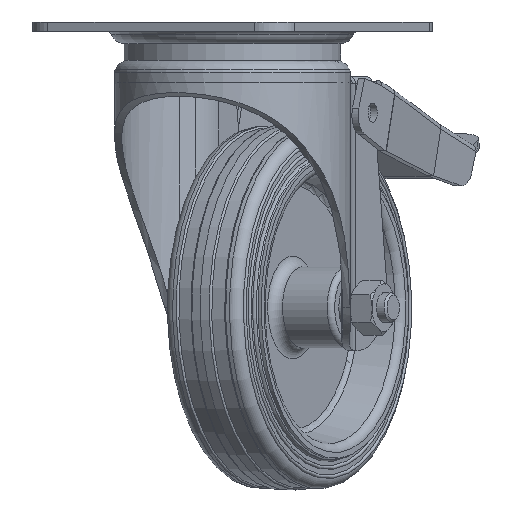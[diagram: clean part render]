
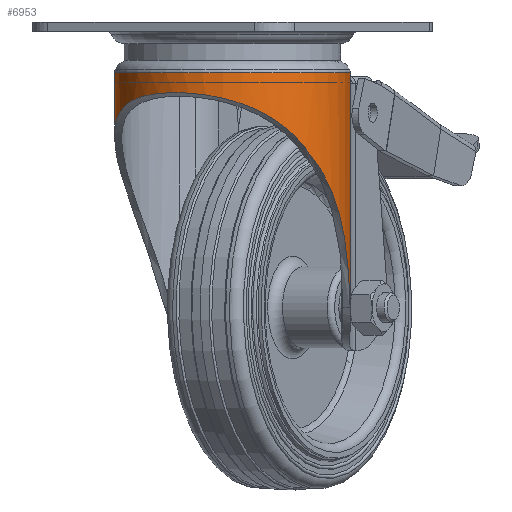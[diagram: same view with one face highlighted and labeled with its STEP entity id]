
A CAD part, left-side view. The second image highlights one B-rep face of the part: STEP entity #6953.
In plain terms, the highlighted cylindrical face has radius 32.25 mm (diameter 64.5 mm), a partial arc.
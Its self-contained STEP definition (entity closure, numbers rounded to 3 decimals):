
#308=B_SPLINE_CURVE_WITH_KNOTS('',3,(#13045,#13046,#13047,#13048,#13049,
#13050,#13051,#13052,#13053,#13054,#13055,#13056),.UNSPECIFIED.,.F.,.F.,
(4,2,2,2,2,4),(-19.953,-19.836,-18.007,-16.178,
-15.264,-14.839),.UNSPECIFIED.);
#309=B_SPLINE_CURVE_WITH_KNOTS('',3,(#13058,#13059,#13060,#13061,#13062,
#13063,#13064,#13065,#13066,#13067,#13068,#13069,#13070,#13071,#13072,#13073,
#13074,#13075,#13076,#13077,#13078,#13079,#13080,#13081,#13082,#13083,#13084,
#13085,#13086,#13087),.UNSPECIFIED.,.F.,.F.,(4,2,2,2,2,2,2,2,2,2,2,2,2,
2,4),(-14.313,-13.756,-13.368,-12.979,
-12.295,-11.611,-10.927,-10.243,
-9.559,-8.874,-8.19,-7.506,
-7.118,-6.729,-6.173),.UNSPECIFIED.);
#310=B_SPLINE_CURVE_WITH_KNOTS('',3,(#13089,#13090,#13091,#13092,#13093,
#13094,#13095,#13096,#13097,#13098,#13099,#13100),.UNSPECIFIED.,.F.,.F.,
(4,2,2,2,2,4),(-6.827,-6.402,-5.487,-3.658,
-1.829,-1.713),.UNSPECIFIED.);
#311=B_SPLINE_CURVE_WITH_KNOTS('',3,(#13102,#13103,#13104,#13105,#13106,
#13107),.UNSPECIFIED.,.F.,.F.,(4,2,4),(0.471,0.79,
1.165),.UNSPECIFIED.);
#312=B_SPLINE_CURVE_WITH_KNOTS('',3,(#13110,#13111,#13112,#13113),
 .UNSPECIFIED.,.F.,.F.,(4,4),(0.,1.),.UNSPECIFIED.);
#313=B_SPLINE_CURVE_WITH_KNOTS('',3,(#13114,#13115,#13116,#13117,#13118,
#13119),.UNSPECIFIED.,.F.,.F.,(4,2,4),(7.635,8.01,
8.329),.UNSPECIFIED.);
#704=FACE_OUTER_BOUND('',#1134,.T.);
#1134=EDGE_LOOP('',(#5202,#5203,#5204,#5205,#5206,#5207,#5208,#5209));
#1533=LINE('',#13108,#2056);
#2056=VECTOR('',#9022,1000.);
#2614=CIRCLE('',#7746,32.25);
#3050=VERTEX_POINT('',#12454);
#3051=VERTEX_POINT('',#12455);
#3093=VERTEX_POINT('',#13043);
#3094=VERTEX_POINT('',#13044);
#3095=VERTEX_POINT('',#13057);
#3096=VERTEX_POINT('',#13088);
#3097=VERTEX_POINT('',#13101);
#3098=VERTEX_POINT('',#13109);
#3824=EDGE_CURVE('',#3050,#3051,#2614,.T.);
#3875=EDGE_CURVE('',#3093,#3094,#308,.T.);
#3876=EDGE_CURVE('',#3094,#3095,#309,.T.);
#3877=EDGE_CURVE('',#3095,#3096,#310,.T.);
#3878=EDGE_CURVE('',#3096,#3097,#311,.T.);
#3879=EDGE_CURVE('',#3097,#3050,#1533,.T.);
#3880=EDGE_CURVE('',#3051,#3098,#312,.T.);
#3881=EDGE_CURVE('',#3098,#3093,#313,.T.);
#5202=ORIENTED_EDGE('',*,*,#3875,.T.);
#5203=ORIENTED_EDGE('',*,*,#3876,.T.);
#5204=ORIENTED_EDGE('',*,*,#3877,.T.);
#5205=ORIENTED_EDGE('',*,*,#3878,.T.);
#5206=ORIENTED_EDGE('',*,*,#3879,.T.);
#5207=ORIENTED_EDGE('',*,*,#3824,.T.);
#5208=ORIENTED_EDGE('',*,*,#3880,.T.);
#5209=ORIENTED_EDGE('',*,*,#3881,.T.);
#6740=CYLINDRICAL_SURFACE('',#7781,32.25);
#6953=ADVANCED_FACE('',(#704),#6740,.T.);
#7746=AXIS2_PLACEMENT_3D('',#12456,#8945,#8946);
#7781=AXIS2_PLACEMENT_3D('',#13042,#9020,#9021);
#8945=DIRECTION('center_axis',(0.,0.,-1.));
#8946=DIRECTION('ref_axis',(1.,0.,0.));
#9020=DIRECTION('center_axis',(0.,0.,1.));
#9021=DIRECTION('ref_axis',(-1.,0.,0.));
#9022=DIRECTION('',(0.,0.,1.));
#12454=CARTESIAN_POINT('',(17.252,-27.248,-12.86));
#12455=CARTESIAN_POINT('',(17.252,27.248,-12.86));
#12456=CARTESIAN_POINT('Origin',(0.,0.,-12.86));
#13042=CARTESIAN_POINT('Origin',(0.,0.,-90.6));
#13043=CARTESIAN_POINT('',(13.984,29.061,-77.099));
#13044=CARTESIAN_POINT('',(-12.182,29.861,-33.715));
#13045=CARTESIAN_POINT('Ctrl Pts',(13.984,29.061,-77.099));
#13046=CARTESIAN_POINT('Ctrl Pts',(13.874,29.113,-76.718));
#13047=CARTESIAN_POINT('Ctrl Pts',(13.763,29.166,-76.336));
#13048=CARTESIAN_POINT('Ctrl Pts',(11.863,30.054,-69.979));
#13049=CARTESIAN_POINT('Ctrl Pts',(9.484,30.965,-64.15));
#13050=CARTESIAN_POINT('Ctrl Pts',(3.708,32.172,-53.154));
#13051=CARTESIAN_POINT('Ctrl Pts',(0.311,32.469,-47.985));
#13052=CARTESIAN_POINT('Ctrl Pts',(-5.322,31.864,-40.925));
#13053=CARTESIAN_POINT('Ctrl Pts',(-7.287,31.487,-38.687));
#13054=CARTESIAN_POINT('Ctrl Pts',(-10.259,30.591,-35.594));
#13055=CARTESIAN_POINT('Ctrl Pts',(-11.215,30.255,-34.64));
#13056=CARTESIAN_POINT('Ctrl Pts',(-12.182,29.861,-33.715));
#13057=CARTESIAN_POINT('',(-12.182,-29.861,-33.715));
#13058=CARTESIAN_POINT('Ctrl Pts',(-12.182,29.861,-33.715));
#13059=CARTESIAN_POINT('Ctrl Pts',(-13.411,29.359,-32.303));
#13060=CARTESIAN_POINT('Ctrl Pts',(-14.739,28.726,-30.908));
#13061=CARTESIAN_POINT('Ctrl Pts',(-17.019,27.415,-28.716));
#13062=CARTESIAN_POINT('Ctrl Pts',(-17.963,26.808,-27.864));
#13063=CARTESIAN_POINT('Ctrl Pts',(-19.8,25.482,-26.296));
#13064=CARTESIAN_POINT('Ctrl Pts',(-20.693,24.762,-25.579));
#13065=CARTESIAN_POINT('Ctrl Pts',(-23.005,22.688,-23.809));
#13066=CARTESIAN_POINT('Ctrl Pts',(-24.462,21.131,-22.8));
#13067=CARTESIAN_POINT('Ctrl Pts',(-27.11,17.607,-21.097));
#13068=CARTESIAN_POINT('Ctrl Pts',(-28.299,15.639,-20.401));
#13069=CARTESIAN_POINT('Ctrl Pts',(-30.243,11.436,-19.318));
#13070=CARTESIAN_POINT('Ctrl Pts',(-31.,9.194,-18.929));
#13071=CARTESIAN_POINT('Ctrl Pts',(-32.004,4.617,-18.421));
#13072=CARTESIAN_POINT('Ctrl Pts',(-32.25,2.281,-18.302));
#13073=CARTESIAN_POINT('Ctrl Pts',(-32.25,-2.281,
-18.302));
#13074=CARTESIAN_POINT('Ctrl Pts',(-32.004,-4.617,
-18.421));
#13075=CARTESIAN_POINT('Ctrl Pts',(-31.,-9.194,
-18.929));
#13076=CARTESIAN_POINT('Ctrl Pts',(-30.243,-11.436,
-19.318));
#13077=CARTESIAN_POINT('Ctrl Pts',(-28.299,-15.639,-20.401));
#13078=CARTESIAN_POINT('Ctrl Pts',(-27.11,-17.607,
-21.097));
#13079=CARTESIAN_POINT('Ctrl Pts',(-24.462,-21.131,
-22.8));
#13080=CARTESIAN_POINT('Ctrl Pts',(-23.005,-22.688,
-23.809));
#13081=CARTESIAN_POINT('Ctrl Pts',(-20.693,-24.762,-25.579));
#13082=CARTESIAN_POINT('Ctrl Pts',(-19.8,-25.482,
-26.296));
#13083=CARTESIAN_POINT('Ctrl Pts',(-17.963,-26.808,
-27.864));
#13084=CARTESIAN_POINT('Ctrl Pts',(-17.019,-27.415,
-28.716));
#13085=CARTESIAN_POINT('Ctrl Pts',(-14.739,-28.726,
-30.908));
#13086=CARTESIAN_POINT('Ctrl Pts',(-13.411,-29.359,-32.303));
#13087=CARTESIAN_POINT('Ctrl Pts',(-12.182,-29.861,
-33.715));
#13088=CARTESIAN_POINT('',(13.984,-29.061,-77.099));
#13089=CARTESIAN_POINT('Ctrl Pts',(-12.182,-29.861,
-33.715));
#13090=CARTESIAN_POINT('Ctrl Pts',(-11.215,-30.255,
-34.64));
#13091=CARTESIAN_POINT('Ctrl Pts',(-10.259,-30.591,
-35.594));
#13092=CARTESIAN_POINT('Ctrl Pts',(-7.287,-31.487,
-38.687));
#13093=CARTESIAN_POINT('Ctrl Pts',(-5.322,-31.864,
-40.925));
#13094=CARTESIAN_POINT('Ctrl Pts',(0.311,-32.469,
-47.985));
#13095=CARTESIAN_POINT('Ctrl Pts',(3.708,-32.172,-53.154));
#13096=CARTESIAN_POINT('Ctrl Pts',(9.484,-30.965,-64.15));
#13097=CARTESIAN_POINT('Ctrl Pts',(11.863,-30.054,-69.979));
#13098=CARTESIAN_POINT('Ctrl Pts',(13.763,-29.166,-76.336));
#13099=CARTESIAN_POINT('Ctrl Pts',(13.874,-29.113,-76.718));
#13100=CARTESIAN_POINT('Ctrl Pts',(13.984,-29.061,-77.099));
#13101=CARTESIAN_POINT('',(17.252,-27.248,-83.114));
#13102=CARTESIAN_POINT('Ctrl Pts',(13.984,-29.061,-77.099));
#13103=CARTESIAN_POINT('Ctrl Pts',(14.292,-28.912,-78.137));
#13104=CARTESIAN_POINT('Ctrl Pts',(14.702,-28.709,-79.141));
#13105=CARTESIAN_POINT('Ctrl Pts',(15.779,-28.134,-81.188));
#13106=CARTESIAN_POINT('Ctrl Pts',(16.48,-27.736,-82.21));
#13107=CARTESIAN_POINT('Ctrl Pts',(17.252,-27.248,-83.114));
#13108=CARTESIAN_POINT('',(17.252,-27.248,-90.6));
#13109=CARTESIAN_POINT('',(17.252,27.247,-83.113));
#13110=CARTESIAN_POINT('Ctrl Pts',(17.252,27.248,-12.86));
#13111=CARTESIAN_POINT('Ctrl Pts',(17.252,27.247,-36.278));
#13112=CARTESIAN_POINT('Ctrl Pts',(17.253,27.247,-59.695));
#13113=CARTESIAN_POINT('Ctrl Pts',(17.253,27.247,-83.113));
#13114=CARTESIAN_POINT('Ctrl Pts',(17.252,27.248,-83.114));
#13115=CARTESIAN_POINT('Ctrl Pts',(16.48,27.736,-82.21));
#13116=CARTESIAN_POINT('Ctrl Pts',(15.779,28.134,-81.187));
#13117=CARTESIAN_POINT('Ctrl Pts',(14.702,28.709,-79.141));
#13118=CARTESIAN_POINT('Ctrl Pts',(14.292,28.912,-78.137));
#13119=CARTESIAN_POINT('Ctrl Pts',(13.984,29.061,-77.099));
